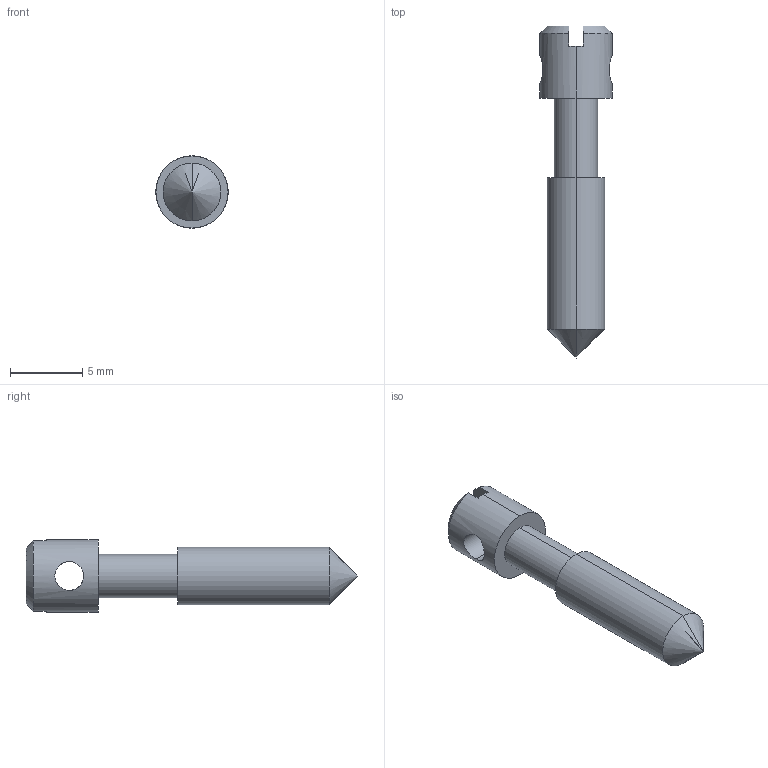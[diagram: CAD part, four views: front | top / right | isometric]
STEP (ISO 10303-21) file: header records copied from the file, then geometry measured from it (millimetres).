
FILE_DESCRIPTION (( 'STEP AP203' ), '1' );
FILE_NAME ('C-210-5.STEP', '2012-03-26T08:05:29', ( '11sw' ), ( 'タキゲン製造株式会社' ), 'SwSTEP 2.0', 'SolidWorks 2011', '' );
FILE_SCHEMA (( 'CONFIG_CONTROL_DESIGN' ));
Length unit declared in the file: millimetre
Products named in the file (1): C-210-5
Bounding box: 5 x 23 x 5 mm (x, y, z)
Volume: 253.5 mm3; surface area: 347.5 mm2
Topology: 1 solids, 1 shells, 19 faces, 46 edges, 29 vertices
Faces by surface type: cylinder 8, plane 7, cone 4
Entity records: 693 total; most frequent: CARTESIAN_POINT 173, DIRECTION 94, ORIENTED_EDGE 88, EDGE_CURVE 44, AXIS2_PLACEMENT_3D 38, VERTEX_POINT 29, EDGE_LOOP 23, FACE_OUTER_BOUND 19
